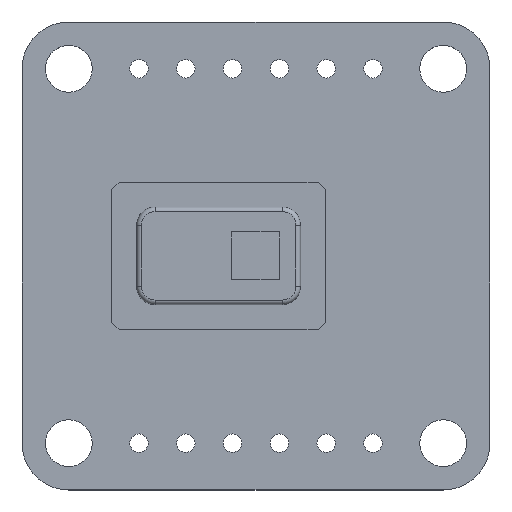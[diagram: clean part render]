
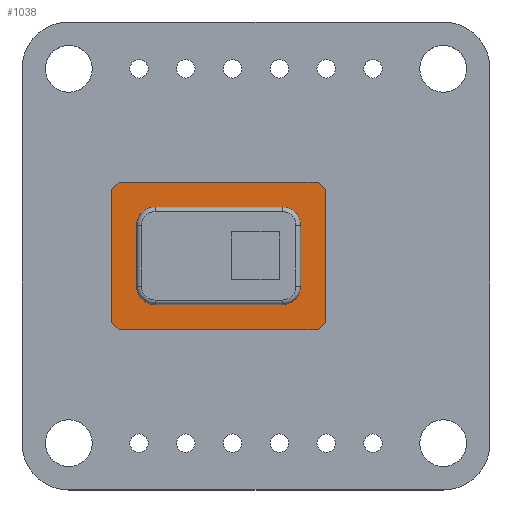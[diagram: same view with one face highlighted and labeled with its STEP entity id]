
A CAD part, top view. The second image highlights one B-rep face of the part: STEP entity #1038.
In plain terms, the highlighted planar face has unit normal (0, 0, 1).
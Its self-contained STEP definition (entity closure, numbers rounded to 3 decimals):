
#47=FACE_BOUND('',#206,.T.);
#82=CIRCLE('',#1110,1.);
#83=CIRCLE('',#1111,1.);
#84=CIRCLE('',#1112,1.);
#85=CIRCLE('',#1113,1.);
#148=FACE_OUTER_BOUND('',#205,.T.);
#205=EDGE_LOOP('',(#735,#736,#737,#738,#739,#740,#741,#742));
#206=EDGE_LOOP('',(#743,#744,#745,#746,#747,#748,#749,#750));
#303=LINE('',#1573,#391);
#307=LINE('',#1581,#395);
#308=LINE('',#1583,#396);
#309=LINE('',#1585,#397);
#310=LINE('',#1587,#398);
#311=LINE('',#1589,#399);
#312=LINE('',#1591,#400);
#313=LINE('',#1592,#401);
#314=LINE('',#1595,#402);
#315=LINE('',#1599,#403);
#316=LINE('',#1603,#404);
#317=LINE('',#1607,#405);
#391=VECTOR('',#1246,10.);
#395=VECTOR('',#1252,10.);
#396=VECTOR('',#1253,10.);
#397=VECTOR('',#1254,10.);
#398=VECTOR('',#1255,10.);
#399=VECTOR('',#1256,10.);
#400=VECTOR('',#1257,10.);
#401=VECTOR('',#1258,10.);
#402=VECTOR('',#1259,10.);
#403=VECTOR('',#1262,10.);
#404=VECTOR('',#1265,10.);
#405=VECTOR('',#1268,10.);
#475=VERTEX_POINT('',#1571);
#476=VERTEX_POINT('',#1572);
#479=VERTEX_POINT('',#1580);
#480=VERTEX_POINT('',#1582);
#481=VERTEX_POINT('',#1584);
#482=VERTEX_POINT('',#1586);
#483=VERTEX_POINT('',#1588);
#484=VERTEX_POINT('',#1590);
#485=VERTEX_POINT('',#1593);
#486=VERTEX_POINT('',#1594);
#487=VERTEX_POINT('',#1596);
#488=VERTEX_POINT('',#1598);
#489=VERTEX_POINT('',#1600);
#490=VERTEX_POINT('',#1602);
#491=VERTEX_POINT('',#1604);
#492=VERTEX_POINT('',#1606);
#575=EDGE_CURVE('',#475,#476,#303,.T.);
#579=EDGE_CURVE('',#475,#479,#307,.T.);
#580=EDGE_CURVE('',#480,#479,#308,.T.);
#581=EDGE_CURVE('',#480,#481,#309,.T.);
#582=EDGE_CURVE('',#482,#481,#310,.T.);
#583=EDGE_CURVE('',#482,#483,#311,.T.);
#584=EDGE_CURVE('',#484,#483,#312,.T.);
#585=EDGE_CURVE('',#484,#476,#313,.T.);
#586=EDGE_CURVE('',#485,#486,#314,.T.);
#587=EDGE_CURVE('',#487,#486,#82,.F.);
#588=EDGE_CURVE('',#487,#488,#315,.T.);
#589=EDGE_CURVE('',#489,#488,#83,.F.);
#590=EDGE_CURVE('',#489,#490,#316,.T.);
#591=EDGE_CURVE('',#491,#490,#84,.F.);
#592=EDGE_CURVE('',#491,#492,#317,.T.);
#593=EDGE_CURVE('',#485,#492,#85,.F.);
#735=ORIENTED_EDGE('',*,*,#575,.F.);
#736=ORIENTED_EDGE('',*,*,#579,.T.);
#737=ORIENTED_EDGE('',*,*,#580,.F.);
#738=ORIENTED_EDGE('',*,*,#581,.T.);
#739=ORIENTED_EDGE('',*,*,#582,.F.);
#740=ORIENTED_EDGE('',*,*,#583,.T.);
#741=ORIENTED_EDGE('',*,*,#584,.F.);
#742=ORIENTED_EDGE('',*,*,#585,.T.);
#743=ORIENTED_EDGE('',*,*,#586,.T.);
#744=ORIENTED_EDGE('',*,*,#587,.F.);
#745=ORIENTED_EDGE('',*,*,#588,.T.);
#746=ORIENTED_EDGE('',*,*,#589,.F.);
#747=ORIENTED_EDGE('',*,*,#590,.T.);
#748=ORIENTED_EDGE('',*,*,#591,.F.);
#749=ORIENTED_EDGE('',*,*,#592,.T.);
#750=ORIENTED_EDGE('',*,*,#593,.F.);
#1013=PLANE('',#1109);
#1038=ADVANCED_FACE('',(#148,#47),#1013,.T.);
#1109=AXIS2_PLACEMENT_3D('',#1579,#1250,#1251);
#1110=AXIS2_PLACEMENT_3D('',#1597,#1260,#1261);
#1111=AXIS2_PLACEMENT_3D('',#1601,#1263,#1264);
#1112=AXIS2_PLACEMENT_3D('',#1605,#1266,#1267);
#1113=AXIS2_PLACEMENT_3D('',#1608,#1269,#1270);
#1246=DIRECTION('',(-0.707,-0.707,0.));
#1250=DIRECTION('center_axis',(0.,0.,1.));
#1251=DIRECTION('ref_axis',(1.,0.,0.));
#1252=DIRECTION('',(0.,1.,0.));
#1253=DIRECTION('',(0.707,-0.707,0.));
#1254=DIRECTION('',(-1.,0.,0.));
#1255=DIRECTION('',(0.707,0.707,0.));
#1256=DIRECTION('',(0.,-1.,0.));
#1257=DIRECTION('',(-0.707,0.707,0.));
#1258=DIRECTION('',(1.,0.,0.));
#1259=DIRECTION('',(0.,1.,0.));
#1260=DIRECTION('center_axis',(0.,0.,-1.));
#1261=DIRECTION('ref_axis',(-0.707,0.707,0.));
#1262=DIRECTION('',(1.,0.,0.));
#1263=DIRECTION('center_axis',(0.,0.,-1.));
#1264=DIRECTION('ref_axis',(0.707,0.707,0.));
#1265=DIRECTION('',(0.,-1.,0.));
#1266=DIRECTION('center_axis',(0.,0.,-1.));
#1267=DIRECTION('ref_axis',(0.707,-0.707,0.));
#1268=DIRECTION('',(-1.,0.,0.));
#1269=DIRECTION('center_axis',(0.,0.,-1.));
#1270=DIRECTION('ref_axis',(-0.707,-0.707,0.));
#1571=CARTESIAN_POINT('',(16.468,9.1,3.1));
#1572=CARTESIAN_POINT('',(16.068,8.7,3.1));
#1573=CARTESIAN_POINT('',(15.818,8.45,3.1));
#1579=CARTESIAN_POINT('Origin',(10.668,12.7,3.1));
#1580=CARTESIAN_POINT('',(16.468,16.3,3.1));
#1581=CARTESIAN_POINT('',(16.468,16.7,3.1));
#1582=CARTESIAN_POINT('',(16.068,16.7,3.1));
#1583=CARTESIAN_POINT('',(15.818,16.95,3.1));
#1584=CARTESIAN_POINT('',(5.268,16.7,3.1));
#1585=CARTESIAN_POINT('',(4.868,16.7,3.1));
#1586=CARTESIAN_POINT('',(4.868,16.3,3.1));
#1587=CARTESIAN_POINT('',(5.518,16.95,3.1));
#1588=CARTESIAN_POINT('',(4.868,9.1,3.1));
#1589=CARTESIAN_POINT('',(4.868,8.7,3.1));
#1590=CARTESIAN_POINT('',(5.268,8.7,3.1));
#1591=CARTESIAN_POINT('',(5.518,8.45,3.1));
#1592=CARTESIAN_POINT('',(16.468,8.7,3.1));
#1593=CARTESIAN_POINT('',(6.218,11.05,3.1));
#1594=CARTESIAN_POINT('',(6.218,14.35,3.1));
#1595=CARTESIAN_POINT('',(6.218,14.025,3.1));
#1596=CARTESIAN_POINT('',(7.218,15.35,3.1));
#1597=CARTESIAN_POINT('Origin',(7.218,14.35,3.1));
#1598=CARTESIAN_POINT('',(14.118,15.35,3.1));
#1599=CARTESIAN_POINT('',(12.893,15.35,3.1));
#1600=CARTESIAN_POINT('',(15.118,14.35,3.1));
#1601=CARTESIAN_POINT('Origin',(14.118,14.35,3.1));
#1602=CARTESIAN_POINT('',(15.118,11.05,3.1));
#1603=CARTESIAN_POINT('',(15.118,11.375,3.1));
#1604=CARTESIAN_POINT('',(14.118,10.05,3.1));
#1605=CARTESIAN_POINT('Origin',(14.118,11.05,3.1));
#1606=CARTESIAN_POINT('',(7.218,10.05,3.1));
#1607=CARTESIAN_POINT('',(8.443,10.05,3.1));
#1608=CARTESIAN_POINT('Origin',(7.218,11.05,3.1));
